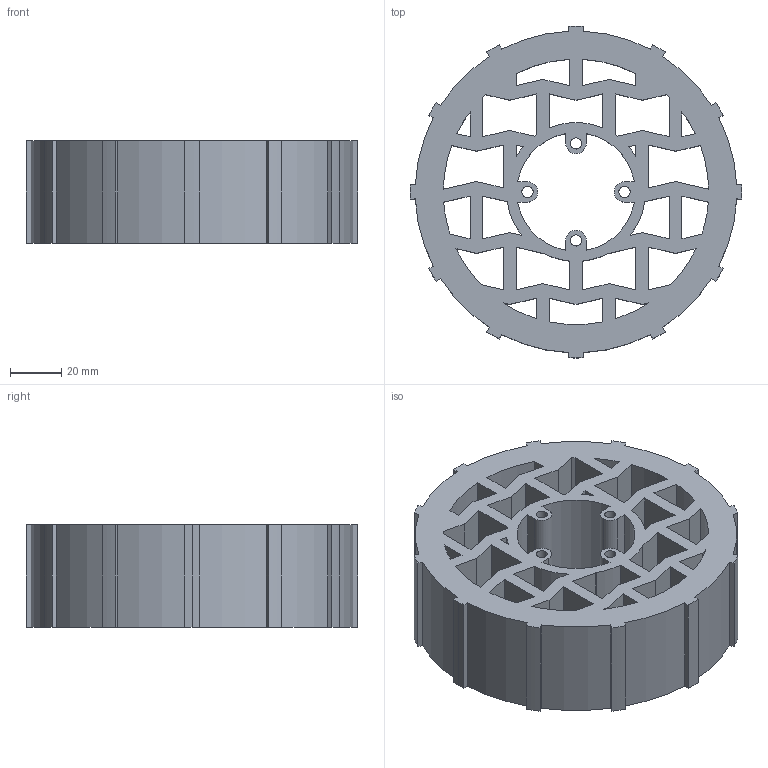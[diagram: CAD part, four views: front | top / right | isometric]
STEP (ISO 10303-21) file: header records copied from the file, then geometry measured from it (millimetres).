
FILE_DESCRIPTION (( 'STEP AP214' ), '1' );
FILE_NAME ('3dwheelv4.STEP', '2026-01-04T23:59:24', ( '' ), ( '' ), 'SwSTEP 2.0', 'SolidWorks 2025', '' );
FILE_SCHEMA (( 'AUTOMOTIVE_DESIGN' ));
Length unit declared in the file: millimetre
Products named in the file (1): 3dwheelv4
Bounding box: 129.99 x 129.99 x 40 mm (x, y, z)
Volume: 294135.3 mm3; surface area: 87797.3 mm2
Topology: 1 solids, 1 shells, 188 faces, 558 edges, 372 vertices
Faces by surface type: plane 124, cylinder 64
Entity records: 6429 total; most frequent: CARTESIAN_POINT 1119, ORIENTED_EDGE 1116, DIRECTION 1072, EDGE_CURVE 558, VECTOR 422, LINE 422, VERTEX_POINT 372, AXIS2_PLACEMENT_3D 325
